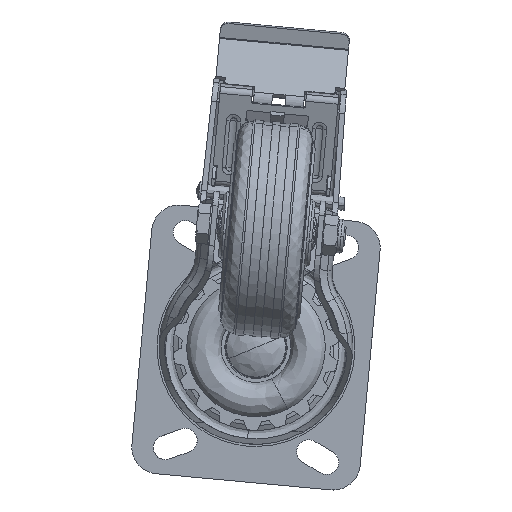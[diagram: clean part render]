
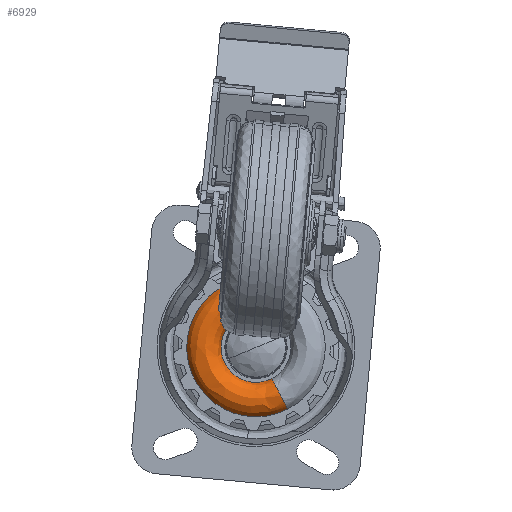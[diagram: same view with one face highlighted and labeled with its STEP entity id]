
A CAD part, top view. The second image highlights one B-rep face of the part: STEP entity #6929.
In plain terms, the highlighted free-form (B-spline) face has degree [2, 2] with [5, 3] control points.
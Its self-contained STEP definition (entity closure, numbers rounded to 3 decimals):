
#6902 = VERTEX_POINT('',#6903);
#6903 = CARTESIAN_POINT('',(-1562.466,1978.594,
    17.865));
#6904 = VERTEX_POINT('',#6905);
#6905 = CARTESIAN_POINT('',(-1547.441,1949.42,
    17.865));
#6913 = EDGE_CURVE('',#6904,#6902,#6914,.T.);
#6914 = ( BOUNDED_CURVE() B_SPLINE_CURVE(2,(#6915,#6916,#6917,#6918,
#6919),.UNSPECIFIED.,.F.,.F.) B_SPLINE_CURVE_WITH_KNOTS((3,2,3),(
    5.808,7.378,8.949),
.PIECEWISE_BEZIER_KNOTS.) CURVE() GEOMETRIC_REPRESENTATION_ITEM() 
RATIONAL_B_SPLINE_CURVE((1.,0.707,1.,0.707,1.)) 
REPRESENTATION_ITEM('') );
#6915 = CARTESIAN_POINT('',(-1547.441,1949.42,
    17.865));
#6916 = CARTESIAN_POINT('',(-1562.028,1941.907,
    17.865));
#6917 = CARTESIAN_POINT('',(-1569.541,1956.494,
    17.865));
#6918 = CARTESIAN_POINT('',(-1577.053,1971.081,
    17.865));
#6919 = CARTESIAN_POINT('',(-1562.466,1978.594,
    17.865));
#6929 = ADVANCED_FACE('',(#6930),#6957,.T.);
#6930 = FACE_BOUND('',#6931,.T.);
#6931 = EDGE_LOOP('',(#6932,#6940,#6941,#6949));
#6932 = ORIENTED_EDGE('',*,*,#6933,.F.);
#6933 = EDGE_CURVE('',#6904,#6934,#6936,.T.);
#6934 = VERTEX_POINT('',#6935);
#6935 = CARTESIAN_POINT('',(-1540.045,1935.058,
    19.765));
#6936 = ( BOUNDED_CURVE() B_SPLINE_CURVE(2,(#6937,#6938,#6939),
.UNSPECIFIED.,.F.,.F.) B_SPLINE_CURVE_WITH_KNOTS((3,3),(0.203,
2.705),.PIECEWISE_BEZIER_KNOTS.) CURVE() 
GEOMETRIC_REPRESENTATION_ITEM() RATIONAL_B_SPLINE_CURVE((1.,
0.314,1.)) REPRESENTATION_ITEM('') );
#6937 = CARTESIAN_POINT('',(-1547.441,1949.42,
    17.865));
#6938 = CARTESIAN_POINT('',(-1545.056,1944.789,
    43.195));
#6939 = CARTESIAN_POINT('',(-1540.045,1935.058,
    19.765));
#6940 = ORIENTED_EDGE('',*,*,#6913,.T.);
#6941 = ORIENTED_EDGE('',*,*,#6942,.T.);
#6942 = EDGE_CURVE('',#6902,#6943,#6945,.T.);
#6943 = VERTEX_POINT('',#6944);
#6944 = CARTESIAN_POINT('',(-1569.862,1992.956,
    19.765));
#6945 = ( BOUNDED_CURVE() B_SPLINE_CURVE(2,(#6946,#6947,#6948),
.UNSPECIFIED.,.F.,.F.) B_SPLINE_CURVE_WITH_KNOTS((3,3),(0.203,
2.705),.PIECEWISE_BEZIER_KNOTS.) CURVE() 
GEOMETRIC_REPRESENTATION_ITEM() RATIONAL_B_SPLINE_CURVE((1.,
0.314,1.)) REPRESENTATION_ITEM('') );
#6946 = CARTESIAN_POINT('',(-1562.466,1978.594,
    17.865));
#6947 = CARTESIAN_POINT('',(-1564.851,1983.225,
    43.195));
#6948 = CARTESIAN_POINT('',(-1569.862,1992.956,
    19.765));
#6949 = ORIENTED_EDGE('',*,*,#6950,.F.);
#6950 = EDGE_CURVE('',#6934,#6943,#6951,.T.);
#6951 = ( BOUNDED_CURVE() B_SPLINE_CURVE(2,(#6952,#6953,#6954,#6955,
#6956),.UNSPECIFIED.,.F.,.F.) B_SPLINE_CURVE_WITH_KNOTS((3,2,3),(
    5.808,7.378,8.949),
.PIECEWISE_BEZIER_KNOTS.) CURVE() GEOMETRIC_REPRESENTATION_ITEM() 
RATIONAL_B_SPLINE_CURVE((1.,0.707,1.,0.707,1.)) 
REPRESENTATION_ITEM('') );
#6952 = CARTESIAN_POINT('',(-1540.045,1935.058,
    19.765));
#6953 = CARTESIAN_POINT('',(-1568.994,1920.149,
    19.765));
#6954 = CARTESIAN_POINT('',(-1583.902,1949.098,
    19.765));
#6955 = CARTESIAN_POINT('',(-1598.811,1978.047,
    19.765));
#6956 = CARTESIAN_POINT('',(-1569.862,1992.956,
    19.765));
#6957 = ( BOUNDED_SURFACE() B_SPLINE_SURFACE(2,2,(
    (#6958,#6959,#6960)
    ,(#6961,#6962,#6963)
    ,(#6964,#6965,#6966)
    ,(#6967,#6968,#6969)
    ,(#6970,#6971,#6972
)),.UNSPECIFIED.,.F.,.F.,.F.) B_SPLINE_SURFACE_WITH_KNOTS((3,2,3),(3,3),
  (0.,1.571,3.142),(3.344,5.846),
.PIECEWISE_BEZIER_KNOTS.) GEOMETRIC_REPRESENTATION_ITEM() 
RATIONAL_B_SPLINE_SURFACE((
    (1.,0.314,1.)
    ,(0.707,0.222,0.707)
    ,(1.,0.314,1.)
    ,(0.707,0.222,0.707)
,(1.,0.314,1.))) REPRESENTATION_ITEM('') SURFACE() );
#6958 = CARTESIAN_POINT('',(-1547.441,1949.42,
    17.865));
#6959 = CARTESIAN_POINT('',(-1545.056,1944.789,
    43.195));
#6960 = CARTESIAN_POINT('',(-1540.045,1935.058,
    19.765));
#6961 = CARTESIAN_POINT('',(-1562.028,1941.907,
    17.865));
#6962 = CARTESIAN_POINT('',(-1564.274,1934.891,
    43.195));
#6963 = CARTESIAN_POINT('',(-1568.994,1920.149,
    19.765));
#6964 = CARTESIAN_POINT('',(-1569.541,1956.494,
    17.865));
#6965 = CARTESIAN_POINT('',(-1574.172,1954.109,
    43.195));
#6966 = CARTESIAN_POINT('',(-1583.902,1949.098,
    19.765));
#6967 = CARTESIAN_POINT('',(-1577.053,1971.081,
    17.865));
#6968 = CARTESIAN_POINT('',(-1584.069,1973.328,
    43.195));
#6969 = CARTESIAN_POINT('',(-1598.811,1978.047,
    19.765));
#6970 = CARTESIAN_POINT('',(-1562.466,1978.594,
    17.865));
#6971 = CARTESIAN_POINT('',(-1564.851,1983.225,
    43.195));
#6972 = CARTESIAN_POINT('',(-1569.862,1992.956,
    19.765));
